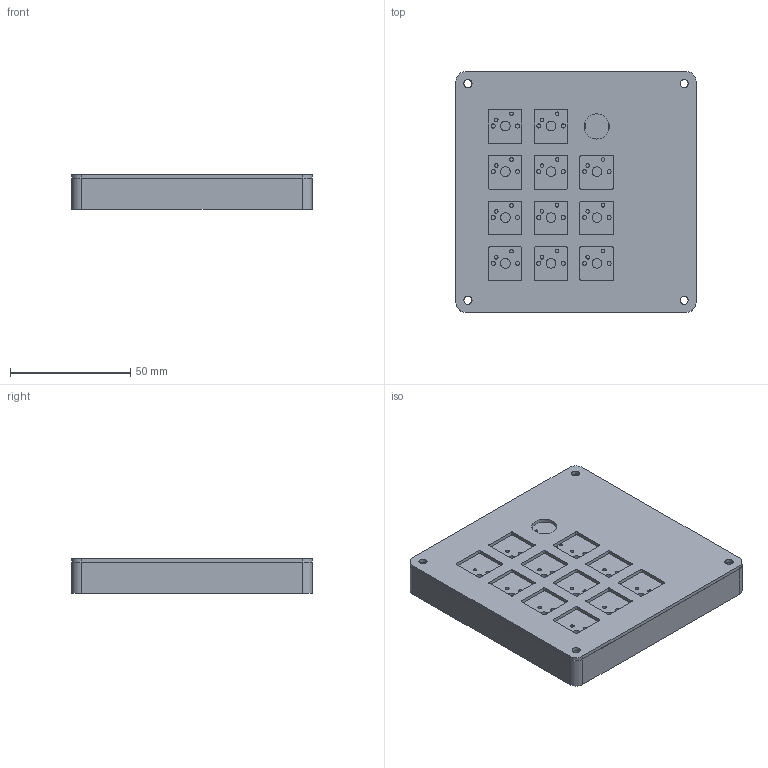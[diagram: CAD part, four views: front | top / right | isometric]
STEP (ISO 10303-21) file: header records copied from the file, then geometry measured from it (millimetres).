
FILE_DESCRIPTION(/* description */ (''),/* implementation_level */ '2;1');
FILE_NAME(/* name */ 'fit test v2 bare.step',/* time_stamp */ '2026-02-03T17:17:47-08:00',/* author */ (''),/* organization */ (''),/* preprocessor_version */ 'ST-DEVELOPER v20.1',/* originating_system */ 'Autodesk Translation Framework v14.24.0.0',/* authorisation */ '');
FILE_SCHEMA (('AUTOMOTIVE_DESIGN { 1 0 10303 214 3 1 1 }'));
Length unit declared in the file: millimetre
Products named in the file (18): 2026-01-17-22-29-39-254; 2026-01-17-22-08-23-401; 2026-01-17-21-49-35-615; hat macropad pcb and switches; 2026-01-18-06-25-45-672; 2026-01-18-06-25-45-674; 2026-01-18-06-25-45-673; 2026-01-17-08-27-45-352; 2026-01-17-08-27-45-353; 2026-01-17-08-27-45-354; 2026-01-17-08-27-45-355; 2026-01-17-08-27-45-356; 2026-01-17-08-27-45-357; 2026-01-17-08-27-45-358; 2026-01-17-08-27-45-359; 2026-01-17-08-27-45-360; 2026-01-17-08-27-45-361; 2026-01-17-08-27-45-362
Assembly tree (28 placements, depth 6):
  2026-01-17-22-29-39-254
    2026-01-17-22-08-23-401
    2026-01-17-21-49-35-615
    hat macropad pcb and switches
      2026-01-18-06-25-45-672
        2026-01-18-06-25-45-673  x12
        2026-01-18-06-25-45-674
      2026-01-17-08-27-45-352
        2026-01-17-08-27-45-353
          2026-01-17-08-27-45-354
          2026-01-17-08-27-45-355
          2026-01-17-08-27-45-356
          2026-01-17-08-27-45-357
          2026-01-17-08-27-45-358
          2026-01-17-08-27-45-359
          2026-01-17-08-27-45-360
            2026-01-17-08-27-45-361
            2026-01-17-08-27-45-362
Bounding box: 100.04 x 100.25 x 14.5 mm (x, y, z)
Volume: 84168.9 mm3; surface area: 62280.1 mm2
Topology: 70 solids, 70 shells, 1275 faces, 3231 edges, 2141 vertices
Faces by surface type: plane 711, cylinder 497, torus 48, bspline 19
Full cylindrical faces by diameter (mm): 0.203 x98, 0.5 x36, 0.529 x2, 0.572 x8, 0.6 x2, 0.75 x13, 0.8 x24, 0.889 x14, 1 x8, 1.1 x2, 1.5 x22, 1.7 x22, 1.81 x2, 2 x24, 2.02 x12, 3.4 x8, 4 x11, 6 x4, 10.5 x1
Entity records: 36568 total; most frequent: CARTESIAN_POINT 6443, DIRECTION 6058, ORIENTED_EDGE 5846, EDGE_CURVE 2923, LINE 2022, VECTOR 2022, AXIS2_PLACEMENT_3D 2018, VERTEX_POINT 1943
